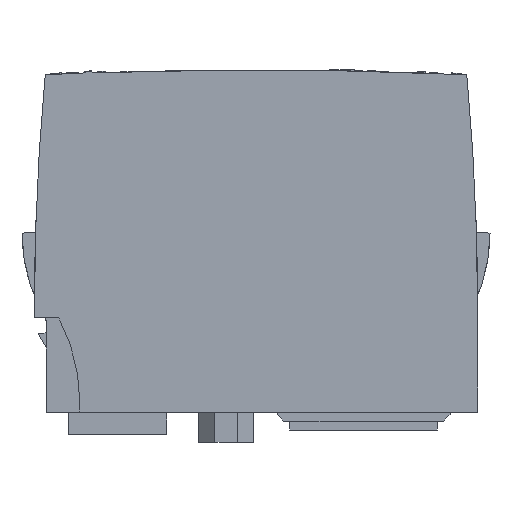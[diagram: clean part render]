
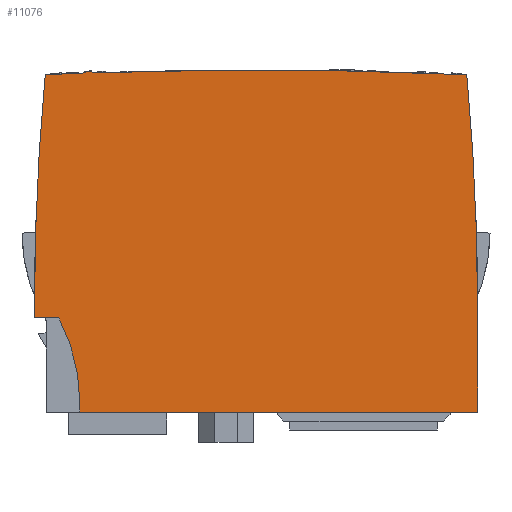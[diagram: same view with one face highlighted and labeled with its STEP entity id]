
A CAD part, left-side view. The second image highlights one B-rep face of the part: STEP entity #11076.
In plain terms, the highlighted planar face has unit normal (-1, 0, 0).
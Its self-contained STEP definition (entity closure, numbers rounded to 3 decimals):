
#9310=FACE_OUTER_BOUND('',#18084,.T.);
#11076=ADVANCED_FACE('',(#9310),#12335,.T.);
#12335=PLANE('',#31286);
#13252=LINE('',#38576,#15414);
#13717=LINE('',#39699,#15879);
#13725=LINE('',#39720,#15887);
#13734=LINE('',#39742,#15896);
#13737=LINE('',#39748,#15899);
#15414=VECTOR('',#32873,1.);
#15879=VECTOR('',#33488,1.);
#15887=VECTOR('',#33504,1.);
#15896=VECTOR('',#33525,1.);
#15899=VECTOR('',#33530,1.);
#18084=EDGE_LOOP('',(#20014,#20015,#20016,#20017,#20018,#20019,#20020,#20021,
#20022,#20023,#20024));
#20014=ORIENTED_EDGE('',*,*,#28249,.F.);
#20015=ORIENTED_EDGE('',*,*,#28281,.F.);
#20016=ORIENTED_EDGE('',*,*,#27967,.F.);
#20017=ORIENTED_EDGE('',*,*,#28278,.F.);
#20018=ORIENTED_EDGE('',*,*,#28272,.F.);
#20019=ORIENTED_EDGE('',*,*,#28270,.F.);
#20020=ORIENTED_EDGE('',*,*,#28264,.F.);
#20021=ORIENTED_EDGE('',*,*,#28261,.F.);
#20022=ORIENTED_EDGE('',*,*,#28242,.F.);
#20023=ORIENTED_EDGE('',*,*,#28239,.F.);
#20024=ORIENTED_EDGE('',*,*,#27717,.F.);
#25637=VERTEX_POINT('',#38575);
#25638=VERTEX_POINT('',#38577);
#25884=VERTEX_POINT('',#39158);
#25885=VERTEX_POINT('',#39159);
#26139=VERTEX_POINT('',#39700);
#26141=VERTEX_POINT('',#39706);
#26147=VERTEX_POINT('',#39719);
#26154=VERTEX_POINT('',#39739);
#26157=VERTEX_POINT('',#39749);
#26161=VERTEX_POINT('',#39760);
#26162=VERTEX_POINT('',#39764);
#27717=EDGE_CURVE('',#25637,#25638,#13252,.T.);
#27967=EDGE_CURVE('',#25884,#25885,#30838,.T.);
#28239=EDGE_CURVE('',#25638,#26139,#13717,.T.);
#28242=EDGE_CURVE('',#26139,#26141,#30866,.T.);
#28249=EDGE_CURVE('',#26147,#25637,#13725,.T.);
#28261=EDGE_CURVE('',#26141,#26154,#13734,.T.);
#28264=EDGE_CURVE('',#26154,#26157,#13737,.T.);
#28270=EDGE_CURVE('',#26157,#26161,#30872,.T.);
#28272=EDGE_CURVE('',#26161,#26162,#30873,.T.);
#28278=EDGE_CURVE('',#26162,#25884,#30876,.T.);
#28281=EDGE_CURVE('',#25885,#26147,#30878,.T.);
#30838=CIRCLE('',#31210,750.);
#30866=CIRCLE('',#31262,28.3);
#30872=CIRCLE('',#31274,391.5);
#30873=CIRCLE('',#31276,750.);
#30876=CIRCLE('',#31280,2.3);
#30878=CIRCLE('',#31283,391.5);
#31210=AXIS2_PLACEMENT_3D('',#39157,#33151,#33152);
#31262=AXIS2_PLACEMENT_3D('',#39705,#33494,#33495);
#31274=AXIS2_PLACEMENT_3D('',#39759,#33540,#33541);
#31276=AXIS2_PLACEMENT_3D('',#39763,#33545,#33546);
#31280=AXIS2_PLACEMENT_3D('',#39775,#33556,#33557);
#31283=AXIS2_PLACEMENT_3D('',#39781,#33563,#33564);
#31286=AXIS2_PLACEMENT_3D('',#39784,#33569,#33570);
#32873=DIRECTION('',(0.,1.,0.));
#33151=DIRECTION('',(1.,0.,0.));
#33152=DIRECTION('',(0.,0.034,0.999));
#33488=DIRECTION('',(0.,0.,1.));
#33494=DIRECTION('',(-1.,0.,0.));
#33495=DIRECTION('',(0.,-0.884,0.467));
#33504=DIRECTION('',(0.,0.,-1.));
#33525=DIRECTION('',(0.,1.,0.));
#33530=DIRECTION('',(0.,0.,1.));
#33540=DIRECTION('',(1.,0.,0.));
#33541=DIRECTION('',(0.,1.,0.));
#33545=DIRECTION('',(1.,0.,0.));
#33546=DIRECTION('',(0.,0.043,0.999));
#33556=DIRECTION('',(1.,0.,0.));
#33557=DIRECTION('',(0.,0.431,0.902));
#33563=DIRECTION('',(1.,0.,0.));
#33564=DIRECTION('',(0.,-0.996,0.09));
#33569=DIRECTION('',(-1.,0.,0.));
#33570=DIRECTION('',(0.,0.,1.));
#38575=CARTESIAN_POINT('',(-7.5,-32.,13.5));
#38576=CARTESIAN_POINT('',(-7.5,-32.,13.5));
#38577=CARTESIAN_POINT('',(-7.5,30.2,13.5));
#39157=CARTESIAN_POINT('',(-7.5,2.65,-683.));
#39158=CARTESIAN_POINT('',(-7.5,27.918,66.574));
#39159=CARTESIAN_POINT('',(-7.5,-30.316,66.275));
#39699=CARTESIAN_POINT('',(-7.5,30.2,13.5));
#39700=CARTESIAN_POINT('',(-7.5,30.2,15.));
#39705=CARTESIAN_POINT('',(-7.5,58.5,15.));
#39706=CARTESIAN_POINT('',(-7.5,33.483,28.23));
#39719=CARTESIAN_POINT('',(-7.5,-32.,30.));
#39720=CARTESIAN_POINT('',(-7.5,-32.,30.));
#39739=CARTESIAN_POINT('',(-7.5,37.3,28.23));
#39742=CARTESIAN_POINT('',(-7.5,33.483,28.23));
#39748=CARTESIAN_POINT('',(-7.5,37.3,28.23));
#39749=CARTESIAN_POINT('',(-7.5,37.3,30.));
#39759=CARTESIAN_POINT('',(-7.5,-354.2,30.));
#39760=CARTESIAN_POINT('',(-7.5,35.616,66.275));
#39763=CARTESIAN_POINT('',(-7.5,2.65,-683.));
#39764=CARTESIAN_POINT('',(-7.5,29.828,66.507));
#39775=CARTESIAN_POINT('',(-7.5,28.8,64.45));
#39781=CARTESIAN_POINT('',(-7.5,359.5,30.));
#39784=CARTESIAN_POINT('',(-7.5,58.5,15.));
